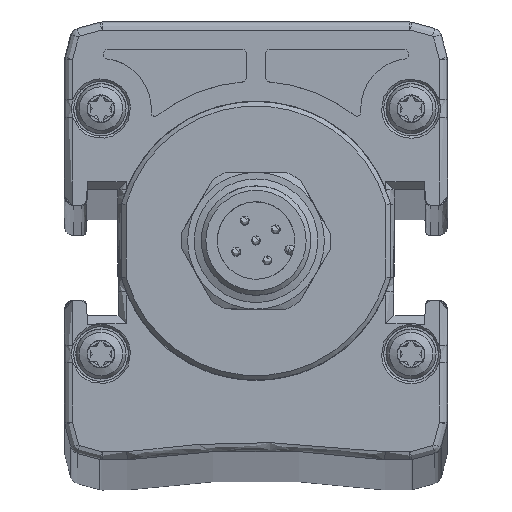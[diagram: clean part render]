
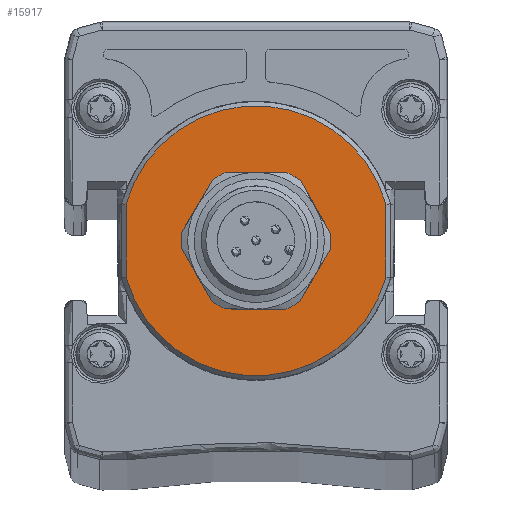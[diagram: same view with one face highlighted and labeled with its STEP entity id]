
A CAD part, top view. The second image highlights one B-rep face of the part: STEP entity #15917.
In plain terms, the highlighted planar face has unit normal (0, 0, 1).
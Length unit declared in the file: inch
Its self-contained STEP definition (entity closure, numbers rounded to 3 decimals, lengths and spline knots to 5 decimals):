
#115 = ORIENTED_EDGE ( 'NONE', *, *, #4275, .F. ) ;
#359 = VERTEX_POINT ( 'NONE', #18352 ) ;
#639 = VERTEX_POINT ( 'NONE', #30073 ) ;
#903 = EDGE_CURVE ( 'NONE', #15812, #23880, #6027, .T. ) ;
#1112 = DIRECTION ( 'NONE',  ( -1., 0., 0. ) ) ;
#1204 = DIRECTION ( 'NONE',  ( -0.493, 0.87, 0. ) ) ;
#1582 = LINE ( 'NONE', #31252, #13319 ) ;
#1603 = ORIENTED_EDGE ( 'NONE', *, *, #25100, .T. ) ;
#1631 = CARTESIAN_POINT ( 'NONE',  ( 0.32123, 0.03214, 74.68549 ) ) ;
#1957 = CARTESIAN_POINT ( 'NONE',  ( -0.19245, -0.2592, 74.68549 ) ) ;
#2346 = CIRCLE ( 'NONE', #28563, 0.32283 ) ;
#2652 = LINE ( 'NONE', #24543, #12987 ) ;
#2745 = CARTESIAN_POINT ( 'NONE',  ( -0.56106, 0.15737, 74.68549 ) ) ;
#2923 = ORIENTED_EDGE ( 'NONE', *, *, #14284, .T. ) ;
#3388 = DIRECTION ( 'NONE',  ( -0.493, 0.87, 0. ) ) ;
#3512 = EDGE_CURVE ( 'NONE', #11036, #15812, #2652, .T. ) ;
#3617 = DIRECTION ( 'NONE',  ( 0., 0., -1. ) ) ;
#3671 = CIRCLE ( 'NONE', #22173, 0.58271 ) ;
#3941 = CARTESIAN_POINT ( 'NONE',  ( 0.18845, -0.26212, 74.68549 ) ) ;
#4275 = EDGE_CURVE ( 'NONE', #5918, #14465, #6348, .T. ) ;
#4396 = AXIS2_PLACEMENT_3D ( 'NONE', #24042, #20990, #30697 ) ;
#5040 = DIRECTION ( 'NONE',  ( -1., 0.008, 0. ) ) ;
#5163 = VERTEX_POINT ( 'NONE', #3941 ) ;
#5254 = VERTEX_POINT ( 'NONE', #6835 ) ;
#5918 = VERTEX_POINT ( 'NONE', #20479 ) ;
#5921 = AXIS2_PLACEMENT_3D ( 'NONE', #19173, #29026, #6929 ) ;
#6027 = CIRCLE ( 'NONE', #24023, 0.32283 ) ;
#6085 = ORIENTED_EDGE ( 'NONE', *, *, #7037, .T. ) ;
#6230 = EDGE_CURVE ( 'NONE', #24209, #639, #19111, .T. ) ;
#6348 = LINE ( 'NONE', #23567, #28096 ) ;
#6457 = LINE ( 'NONE', #16124, #25989 ) ;
#6519 = AXIS2_PLACEMENT_3D ( 'NONE', #12964, #8275, #15683 ) ;
#6527 = CARTESIAN_POINT ( 'NONE',  ( -0.12825, 0.29627, 74.68549 ) ) ;
#6835 = CARTESIAN_POINT ( 'NONE',  ( 0.56106, -0.15737, 74.68549 ) ) ;
#6875 = VERTEX_POINT ( 'NONE', #19164 ) ;
#6929 = DIRECTION ( 'NONE',  ( -0.493, 0.87, 0. ) ) ;
#7037 = EDGE_CURVE ( 'NONE', #12673, #17378, #15590, .T. ) ;
#7678 = DIRECTION ( 'NONE',  ( 1., 0., 0. ) ) ;
#8024 = VECTOR ( 'NONE', #29603, 39.37008 ) ;
#8235 = DIRECTION ( 'NONE',  ( 0., 0., -1. ) ) ;
#8275 = DIRECTION ( 'NONE',  ( 0., 0., -1. ) ) ;
#9008 = DIRECTION ( 'NONE',  ( -0.507, -0.862, 0. ) ) ;
#9524 = CIRCLE ( 'NONE', #4396, 0.58271 ) ;
#9552 = EDGE_LOOP ( 'NONE', ( #16840, #1603, #6085, #19474, #25764, #2923, #21682, #26500, #17049, #29006, #13002, #28644 ) ) ;
#10169 = CARTESIAN_POINT ( 'NONE',  ( -0.13278, -0.29427, 74.68549 ) ) ;
#11036 = VERTEX_POINT ( 'NONE', #19104 ) ;
#11584 = EDGE_CURVE ( 'NONE', #14465, #6875, #3671, .T. ) ;
#11642 = CIRCLE ( 'NONE', #6519, 0.32283 ) ;
#11748 = AXIS2_PLACEMENT_3D ( 'NONE', #30336, #8235, #18078 ) ;
#11778 = DIRECTION ( 'NONE',  ( -0.493, 0.87, 0. ) ) ;
#12673 = VERTEX_POINT ( 'NONE', #6527 ) ;
#12964 = CARTESIAN_POINT ( 'NONE',  ( 0., 0., 74.68549 ) ) ;
#12987 = VECTOR ( 'NONE', #5040, 39.37008 ) ;
#13002 = ORIENTED_EDGE ( 'NONE', *, *, #23147, .T. ) ;
#13319 = VECTOR ( 'NONE', #25894, 39.37008 ) ;
#13554 = EDGE_LOOP ( 'NONE', ( #26126, #115, #15167, #23813 ) ) ;
#14168 = LINE ( 'NONE', #1957, #23866 ) ;
#14284 = EDGE_CURVE ( 'NONE', #14427, #18993, #24083, .T. ) ;
#14427 = VERTEX_POINT ( 'NONE', #1631 ) ;
#14465 = VERTEX_POINT ( 'NONE', #2745 ) ;
#14654 = CIRCLE ( 'NONE', #5921, 0.32283 ) ;
#14975 = EDGE_CURVE ( 'NONE', #5918, #5254, #9524, .T. ) ;
#15167 = ORIENTED_EDGE ( 'NONE', *, *, #14975, .T. ) ;
#15590 = LINE ( 'NONE', #15919, #25861 ) ;
#15609 = CARTESIAN_POINT ( 'NONE',  ( 0., 0., 74.68549 ) ) ;
#15683 = DIRECTION ( 'NONE',  ( -0.493, 0.87, 0. ) ) ;
#15812 = VERTEX_POINT ( 'NONE', #10169 ) ;
#15917 = ADVANCED_FACE ( 'NONE', ( #31421, #21533 ), #29456, .T. ) ;
#15919 = CARTESIAN_POINT ( 'NONE',  ( -0.12825, 0.29627, 74.68549 ) ) ;
#16124 = CARTESIAN_POINT ( 'NONE',  ( 0.3207, -0.03707, 74.68549 ) ) ;
#16234 = AXIS2_PLACEMENT_3D ( 'NONE', #25081, #17850, #7678 ) ;
#16840 = ORIENTED_EDGE ( 'NONE', *, *, #28283, .T. ) ;
#16901 = VECTOR ( 'NONE', #21489, 39.37008 ) ;
#17049 = ORIENTED_EDGE ( 'NONE', *, *, #3512, .T. ) ;
#17378 = VERTEX_POINT ( 'NONE', #26484 ) ;
#17850 = DIRECTION ( 'NONE',  ( 0., 0., 1. ) ) ;
#18078 = DIRECTION ( 'NONE',  ( -0.493, 0.87, 0. ) ) ;
#18352 = CARTESIAN_POINT ( 'NONE',  ( 0.19245, 0.2592, 74.68549 ) ) ;
#18993 = VERTEX_POINT ( 'NONE', #25731 ) ;
#19104 = CARTESIAN_POINT ( 'NONE',  ( 0.12825, -0.29627, 74.68549 ) ) ;
#19111 = CIRCLE ( 'NONE', #23210, 0.32283 ) ;
#19164 = CARTESIAN_POINT ( 'NONE',  ( 0.56106, 0.15737, 74.68549 ) ) ;
#19173 = CARTESIAN_POINT ( 'NONE',  ( 0., 0., 74.68549 ) ) ;
#19474 = ORIENTED_EDGE ( 'NONE', *, *, #26961, .T. ) ;
#19587 = CARTESIAN_POINT ( 'NONE',  ( -0.32123, -0.03214, 74.68549 ) ) ;
#19821 = EDGE_CURVE ( 'NONE', #359, #14427, #1582, .T. ) ;
#20453 = CARTESIAN_POINT ( 'NONE',  ( -0.19245, -0.2592, 74.68549 ) ) ;
#20479 = CARTESIAN_POINT ( 'NONE',  ( -0.56106, -0.15737, 74.68549 ) ) ;
#20990 = DIRECTION ( 'NONE',  ( 0., 0., 1. ) ) ;
#21105 = CARTESIAN_POINT ( 'NONE',  ( 0., 0., 74.68549 ) ) ;
#21319 = CARTESIAN_POINT ( 'NONE',  ( -0.3207, 0.03707, 74.68549 ) ) ;
#21489 = DIRECTION ( 'NONE',  ( 0.507, 0.862, 0. ) ) ;
#21533 = FACE_BOUND ( 'NONE', #9552, .T. ) ;
#21682 = ORIENTED_EDGE ( 'NONE', *, *, #25011, .T. ) ;
#22151 = CARTESIAN_POINT ( 'NONE',  ( 0.56106, 0., 74.68549 ) ) ;
#22173 = AXIS2_PLACEMENT_3D ( 'NONE', #23461, #28184, #1112 ) ;
#22834 = DIRECTION ( 'NONE',  ( 1., -0.008, 0. ) ) ;
#23089 = CARTESIAN_POINT ( 'NONE',  ( 0., 0., 74.68549 ) ) ;
#23147 = EDGE_CURVE ( 'NONE', #23880, #24209, #14168, .T. ) ;
#23210 = AXIS2_PLACEMENT_3D ( 'NONE', #23089, #3617, #1204 ) ;
#23461 = CARTESIAN_POINT ( 'NONE',  ( 0., 0., 74.68549 ) ) ;
#23514 = DIRECTION ( 'NONE',  ( -0.493, 0.87, 0. ) ) ;
#23567 = CARTESIAN_POINT ( 'NONE',  ( -0.56106, 0., 74.68549 ) ) ;
#23813 = ORIENTED_EDGE ( 'NONE', *, *, #24317, .F. ) ;
#23866 = VECTOR ( 'NONE', #11778, 39.37008 ) ;
#23880 = VERTEX_POINT ( 'NONE', #20453 ) ;
#24023 = AXIS2_PLACEMENT_3D ( 'NONE', #15609, #25451, #3388 ) ;
#24042 = CARTESIAN_POINT ( 'NONE',  ( 0., 0., 74.68549 ) ) ;
#24083 = CIRCLE ( 'NONE', #11748, 0.32283 ) ;
#24209 = VERTEX_POINT ( 'NONE', #19587 ) ;
#24317 = EDGE_CURVE ( 'NONE', #6875, #5254, #27195, .T. ) ;
#24543 = CARTESIAN_POINT ( 'NONE',  ( 0.12825, -0.29627, 74.68549 ) ) ;
#24576 = CARTESIAN_POINT ( 'NONE',  ( -0.18845, 0.26212, 74.68549 ) ) ;
#25011 = EDGE_CURVE ( 'NONE', #18993, #5163, #6457, .T. ) ;
#25081 = CARTESIAN_POINT ( 'NONE',  ( 0., 0., 74.68549 ) ) ;
#25100 = EDGE_CURVE ( 'NONE', #26392, #12673, #2346, .T. ) ;
#25149 = EDGE_CURVE ( 'NONE', #5163, #11036, #14654, .T. ) ;
#25451 = DIRECTION ( 'NONE',  ( 0., 0., -1. ) ) ;
#25731 = CARTESIAN_POINT ( 'NONE',  ( 0.3207, -0.03707, 74.68549 ) ) ;
#25764 = ORIENTED_EDGE ( 'NONE', *, *, #19821, .T. ) ;
#25861 = VECTOR ( 'NONE', #22834, 39.37008 ) ;
#25894 = DIRECTION ( 'NONE',  ( 0.493, -0.87, 0. ) ) ;
#25989 = VECTOR ( 'NONE', #9008, 39.37008 ) ;
#26126 = ORIENTED_EDGE ( 'NONE', *, *, #11584, .F. ) ;
#26392 = VERTEX_POINT ( 'NONE', #24576 ) ;
#26484 = CARTESIAN_POINT ( 'NONE',  ( 0.13278, 0.29427, 74.68549 ) ) ;
#26500 = ORIENTED_EDGE ( 'NONE', *, *, #25149, .T. ) ;
#26961 = EDGE_CURVE ( 'NONE', #17378, #359, #11642, .T. ) ;
#27195 = LINE ( 'NONE', #22151, #8024 ) ;
#28096 = VECTOR ( 'NONE', #28292, 39.37008 ) ;
#28184 = DIRECTION ( 'NONE',  ( 0., 0., -1. ) ) ;
#28283 = EDGE_CURVE ( 'NONE', #639, #26392, #31710, .T. ) ;
#28292 = DIRECTION ( 'NONE',  ( 0., 1., 0. ) ) ;
#28391 = DIRECTION ( 'NONE',  ( 0., 0., -1. ) ) ;
#28563 = AXIS2_PLACEMENT_3D ( 'NONE', #21105, #28391, #23514 ) ;
#28644 = ORIENTED_EDGE ( 'NONE', *, *, #6230, .T. ) ;
#29006 = ORIENTED_EDGE ( 'NONE', *, *, #903, .T. ) ;
#29026 = DIRECTION ( 'NONE',  ( 0., 0., -1. ) ) ;
#29456 = PLANE ( 'NONE',  #16234 ) ;
#29603 = DIRECTION ( 'NONE',  ( 0., -1., 0. ) ) ;
#30073 = CARTESIAN_POINT ( 'NONE',  ( -0.3207, 0.03707, 74.68549 ) ) ;
#30336 = CARTESIAN_POINT ( 'NONE',  ( 0., 0., 74.68549 ) ) ;
#30697 = DIRECTION ( 'NONE',  ( -1., 0., 0. ) ) ;
#31252 = CARTESIAN_POINT ( 'NONE',  ( 0.19245, 0.2592, 74.68549 ) ) ;
#31421 = FACE_OUTER_BOUND ( 'NONE', #13554, .T. ) ;
#31710 = LINE ( 'NONE', #21319, #16901 ) ;
